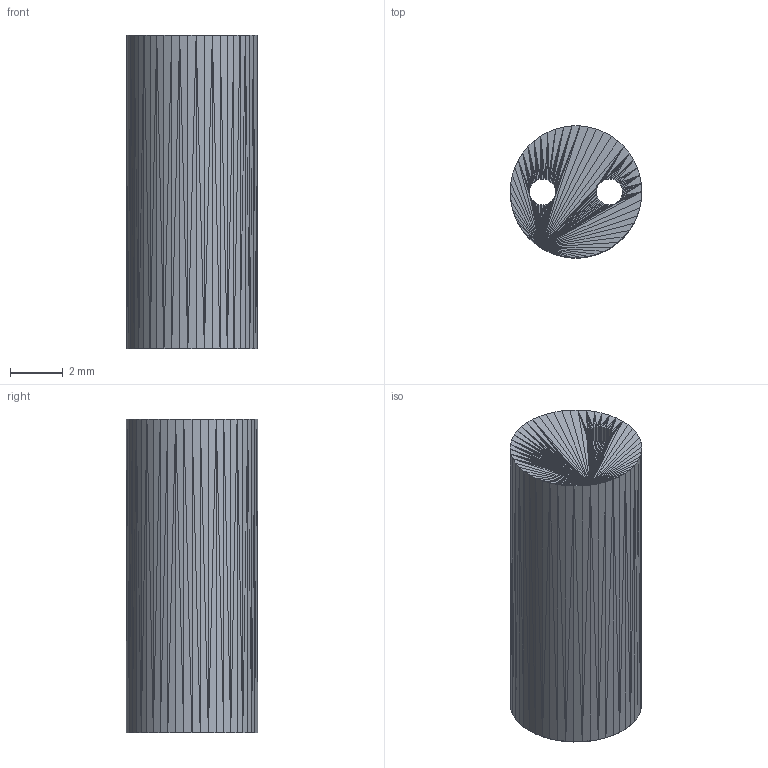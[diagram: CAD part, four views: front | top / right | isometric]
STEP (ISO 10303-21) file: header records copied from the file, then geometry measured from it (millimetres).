
FILE_DESCRIPTION(('FreeCAD Model'),'2;1');
FILE_NAME('Open CASCADE Shape Model','2023-03-03T06:36:55',('Author'),( ''),'Open CASCADE STEP processor 7.5','FreeCAD','Unknown');
FILE_SCHEMA(('AUTOMOTIVE_DESIGN { 1 0 10303 214 1 1 1 1 }'));
Length unit declared in the file: millimetre
Products named in the file (1): U_Box_V104_GPAD_LED_Standoff_single001
Bounding box: 5 x 4.99 x 11.9 mm (x, y, z)
Surface area: 297.6 mm2 (no closed solid volume)
Topology: 0 solids, 1 shells, 1004 faces, 1506 edges, 500 vertices
Faces by surface type: plane 1004
Entity records: 19604 total; most frequent: DIRECTION 3516, ORIENTED_EDGE 3012, CARTESIAN_POINT 3011, EDGE_CURVE 1506, LINE 1506, VECTOR 1506, AXIS2_PLACEMENT_3D 1005, ADVANCED_FACE 1004
